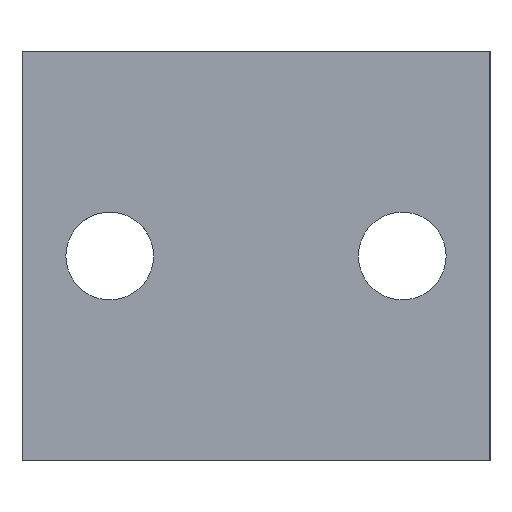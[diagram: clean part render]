
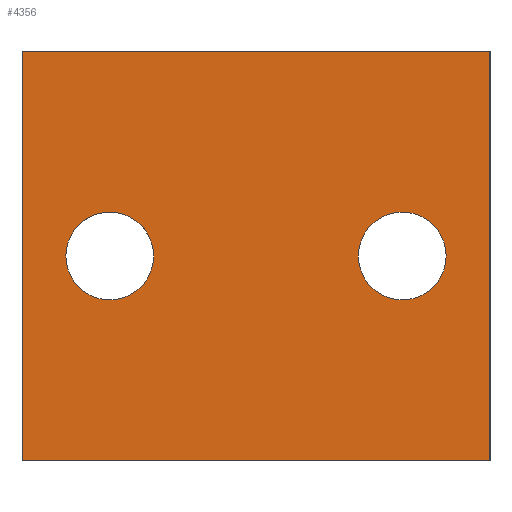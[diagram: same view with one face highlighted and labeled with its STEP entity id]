
A CAD part, left-side view. The second image highlights one B-rep face of the part: STEP entity #4356.
In plain terms, the highlighted planar face has unit normal (-1, 0, 0).
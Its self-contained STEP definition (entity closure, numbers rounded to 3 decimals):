
#466 = DIRECTION ( 'NONE',  ( 1., 0., 0. ) ) ;
#886 = CIRCLE ( 'NONE', #8893, 1.5 ) ;
#935 = DIRECTION ( 'NONE',  ( 0., 0., -1. ) ) ;
#1376 = ORIENTED_EDGE ( 'NONE', *, *, #12462, .T. ) ;
#1447 = VERTEX_POINT ( 'NONE', #1720 ) ;
#1469 = CARTESIAN_POINT ( 'NONE',  ( -10., -4.152, 7.5 ) ) ;
#1541 = CARTESIAN_POINT ( 'NONE',  ( -10., -4.152, 10.5 ) ) ;
#1720 = CARTESIAN_POINT ( 'NONE',  ( -10., -14.152, 7.5 ) ) ;
#1913 = LINE ( 'NONE', #3135, #13489 ) ;
#2032 = DIRECTION ( 'NONE',  ( -1., 0., 0. ) ) ;
#2395 = EDGE_CURVE ( 'NONE', #12323, #11701, #12352, .T. ) ;
#2454 = VECTOR ( 'NONE', #9062, 1000. ) ;
#2581 = EDGE_CURVE ( 'NONE', #11701, #4371, #3150, .T. ) ;
#3135 = CARTESIAN_POINT ( 'NONE',  ( -10., -1.152, 0. ) ) ;
#3150 = LINE ( 'NONE', #12127, #4284 ) ;
#3320 = PLANE ( 'NONE',  #10226 ) ;
#3439 = DIRECTION ( 'NONE',  ( 0., -1., 0. ) ) ;
#3448 = ORIENTED_EDGE ( 'NONE', *, *, #12406, .T. ) ;
#3586 = ORIENTED_EDGE ( 'NONE', *, *, #2581, .F. ) ;
#3590 = EDGE_LOOP ( 'NONE', ( #3448, #1376 ) ) ;
#3672 = CARTESIAN_POINT ( 'NONE',  ( -10., -14.152, 10.5 ) ) ;
#3912 = ORIENTED_EDGE ( 'NONE', *, *, #12193, .T. ) ;
#4284 = VECTOR ( 'NONE', #11478, 1000. ) ;
#4356 = ADVANCED_FACE ( 'NONE', ( #11832, #10969, #9684 ), #3320, .T. ) ;
#4371 = VERTEX_POINT ( 'NONE', #7670 ) ;
#4449 = ORIENTED_EDGE ( 'NONE', *, *, #8956, .T. ) ;
#4512 = LINE ( 'NONE', #8869, #10964 ) ;
#4521 = EDGE_LOOP ( 'NONE', ( #6377, #13652 ) ) ;
#4702 = CARTESIAN_POINT ( 'NONE',  ( -10., -1.152, 16. ) ) ;
#4838 = CARTESIAN_POINT ( 'NONE',  ( -10., -4.152, 9. ) ) ;
#5027 = CIRCLE ( 'NONE', #11418, 1.5 ) ;
#5464 = CARTESIAN_POINT ( 'NONE',  ( -10., -1.152, 0. ) ) ;
#6168 = AXIS2_PLACEMENT_3D ( 'NONE', #4838, #6761, #11130 ) ;
#6377 = ORIENTED_EDGE ( 'NONE', *, *, #9914, .T. ) ;
#6399 = DIRECTION ( 'NONE',  ( 0., 0., 1. ) ) ;
#6407 = CARTESIAN_POINT ( 'NONE',  ( -10., -14.152, 9. ) ) ;
#6761 = DIRECTION ( 'NONE',  ( 1., 0., 0. ) ) ;
#6807 = ORIENTED_EDGE ( 'NONE', *, *, #2395, .F. ) ;
#6877 = EDGE_LOOP ( 'NONE', ( #3586, #6807, #3912, #4449 ) ) ;
#6884 = CARTESIAN_POINT ( 'NONE',  ( -10., -17.152, 16. ) ) ;
#6905 = DIRECTION ( 'NONE',  ( 1., 0., 0. ) ) ;
#7055 = AXIS2_PLACEMENT_3D ( 'NONE', #6407, #466, #9125 ) ;
#7670 = CARTESIAN_POINT ( 'NONE',  ( -10., -17.152, 2. ) ) ;
#8453 = CARTESIAN_POINT ( 'NONE',  ( -10., -4.152, 9. ) ) ;
#8672 = CIRCLE ( 'NONE', #6168, 1.5 ) ;
#8869 = CARTESIAN_POINT ( 'NONE',  ( -10., -1.152, 2. ) ) ;
#8893 = AXIS2_PLACEMENT_3D ( 'NONE', #9191, #6905, #12192 ) ;
#8956 = EDGE_CURVE ( 'NONE', #9225, #4371, #4512, .T. ) ;
#9062 = DIRECTION ( 'NONE',  ( 0., -1., 0. ) ) ;
#9125 = DIRECTION ( 'NONE',  ( 0., 0., -1. ) ) ;
#9191 = CARTESIAN_POINT ( 'NONE',  ( -10., -14.152, 9. ) ) ;
#9225 = VERTEX_POINT ( 'NONE', #12722 ) ;
#9530 = DIRECTION ( 'NONE',  ( 1., 0., 0. ) ) ;
#9684 = FACE_OUTER_BOUND ( 'NONE', #6877, .T. ) ;
#9914 = EDGE_CURVE ( 'NONE', #12516, #10883, #5027, .T. ) ;
#10226 = AXIS2_PLACEMENT_3D ( 'NONE', #5464, #2032, #6399 ) ;
#10883 = VERTEX_POINT ( 'NONE', #1541 ) ;
#10907 = EDGE_CURVE ( 'NONE', #10883, #12516, #8672, .T. ) ;
#10964 = VECTOR ( 'NONE', #3439, 1000. ) ;
#10969 = FACE_BOUND ( 'NONE', #3590, .T. ) ;
#11130 = DIRECTION ( 'NONE',  ( 0., 0., -1. ) ) ;
#11418 = AXIS2_PLACEMENT_3D ( 'NONE', #8453, #9530, #935 ) ;
#11478 = DIRECTION ( 'NONE',  ( 0., 0., -1. ) ) ;
#11493 = VERTEX_POINT ( 'NONE', #3672 ) ;
#11639 = DIRECTION ( 'NONE',  ( 0., 0., -1. ) ) ;
#11701 = VERTEX_POINT ( 'NONE', #6884 ) ;
#11832 = FACE_BOUND ( 'NONE', #4521, .T. ) ;
#12127 = CARTESIAN_POINT ( 'NONE',  ( -10., -17.152, 0. ) ) ;
#12192 = DIRECTION ( 'NONE',  ( 0., 0., -1. ) ) ;
#12193 = EDGE_CURVE ( 'NONE', #12323, #9225, #1913, .T. ) ;
#12323 = VERTEX_POINT ( 'NONE', #13126 ) ;
#12352 = LINE ( 'NONE', #4702, #2454 ) ;
#12406 = EDGE_CURVE ( 'NONE', #1447, #11493, #13235, .T. ) ;
#12462 = EDGE_CURVE ( 'NONE', #11493, #1447, #886, .T. ) ;
#12516 = VERTEX_POINT ( 'NONE', #1469 ) ;
#12722 = CARTESIAN_POINT ( 'NONE',  ( -10., -1.152, 2. ) ) ;
#13126 = CARTESIAN_POINT ( 'NONE',  ( -10., -1.152, 16. ) ) ;
#13235 = CIRCLE ( 'NONE', #7055, 1.5 ) ;
#13489 = VECTOR ( 'NONE', #11639, 1000. ) ;
#13652 = ORIENTED_EDGE ( 'NONE', *, *, #10907, .T. ) ;
